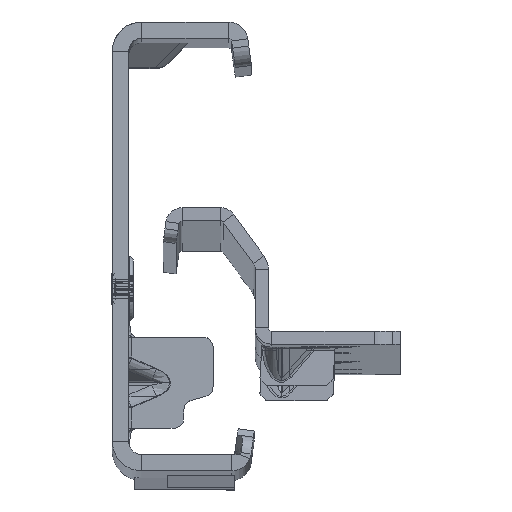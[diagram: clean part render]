
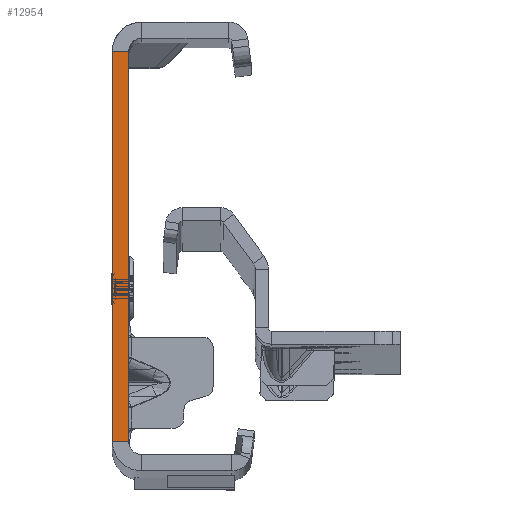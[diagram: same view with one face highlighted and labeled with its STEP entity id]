
A CAD part, top view. The second image highlights one B-rep face of the part: STEP entity #12954.
In plain terms, the highlighted planar face has unit normal (0, 0, 1).
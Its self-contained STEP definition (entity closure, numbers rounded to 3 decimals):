
#80 = CARTESIAN_POINT ( 'NONE',  ( -2.5, 30., 0. ) ) ;
#718 = DIRECTION ( 'NONE',  ( 0., -1., 0. ) ) ;
#1841 = LINE ( 'NONE', #21280, #8568 ) ;
#2648 = DIRECTION ( 'NONE',  ( -1., 0., 0. ) ) ;
#3112 = DIRECTION ( 'NONE',  ( -1., 0., 0. ) ) ;
#5140 = CARTESIAN_POINT ( 'NONE',  ( 0., 30., 0. ) ) ;
#5541 = FACE_OUTER_BOUND ( 'NONE', #21219, .T. ) ;
#5552 = VERTEX_POINT ( 'NONE', #80 ) ;
#6745 = CARTESIAN_POINT ( 'NONE',  ( -2.5, -30., 0. ) ) ;
#7225 = CARTESIAN_POINT ( 'NONE',  ( 0., 30., 0. ) ) ;
#7570 = ORIENTED_EDGE ( 'NONE', *, *, #16422, .T. ) ;
#8568 = VECTOR ( 'NONE', #17155, 1000. ) ;
#9910 = VERTEX_POINT ( 'NONE', #5140 ) ;
#9985 = ORIENTED_EDGE ( 'NONE', *, *, #13156, .F. ) ;
#12447 = AXIS2_PLACEMENT_3D ( 'NONE', #13214, #20848, #18999 ) ;
#12508 = VERTEX_POINT ( 'NONE', #6745 ) ;
#12954 = ADVANCED_FACE ( 'NONE', ( #5541 ), #22748, .T. ) ;
#13156 = EDGE_CURVE ( 'NONE', #18215, #12508, #14191, .T. ) ;
#13214 = CARTESIAN_POINT ( 'NONE',  ( -2.5, -32., 0. ) ) ;
#14191 = LINE ( 'NONE', #21723, #16066 ) ;
#14501 = VECTOR ( 'NONE', #3112, 1000. ) ;
#14988 = VECTOR ( 'NONE', #718, 1000. ) ;
#16066 = VECTOR ( 'NONE', #2648, 1000. ) ;
#16144 = ORIENTED_EDGE ( 'NONE', *, *, #17499, .F. ) ;
#16422 = EDGE_CURVE ( 'NONE', #9910, #5552, #20644, .T. ) ;
#17155 = DIRECTION ( 'NONE',  ( 0., -1., 0. ) ) ;
#17486 = CARTESIAN_POINT ( 'NONE',  ( 0., -30., 0. ) ) ;
#17499 = EDGE_CURVE ( 'NONE', #9910, #18215, #1841, .T. ) ;
#18193 = EDGE_CURVE ( 'NONE', #5552, #12508, #19798, .T. ) ;
#18215 = VERTEX_POINT ( 'NONE', #17486 ) ;
#18999 = DIRECTION ( 'NONE',  ( 1., 0., 0. ) ) ;
#19798 = LINE ( 'NONE', #22059, #14988 ) ;
#20644 = LINE ( 'NONE', #7225, #14501 ) ;
#20848 = DIRECTION ( 'NONE',  ( 0., 0., 1. ) ) ;
#21219 = EDGE_LOOP ( 'NONE', ( #16144, #7570, #23761, #9985 ) ) ;
#21280 = CARTESIAN_POINT ( 'NONE',  ( 0., -32., 0. ) ) ;
#21723 = CARTESIAN_POINT ( 'NONE',  ( 0., -30., 0. ) ) ;
#22059 = CARTESIAN_POINT ( 'NONE',  ( -2.5, -32., 0. ) ) ;
#22748 = PLANE ( 'NONE',  #12447 ) ;
#23761 = ORIENTED_EDGE ( 'NONE', *, *, #18193, .T. ) ;
